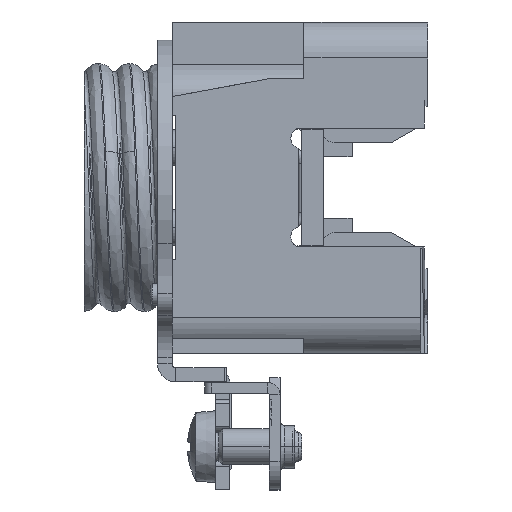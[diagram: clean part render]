
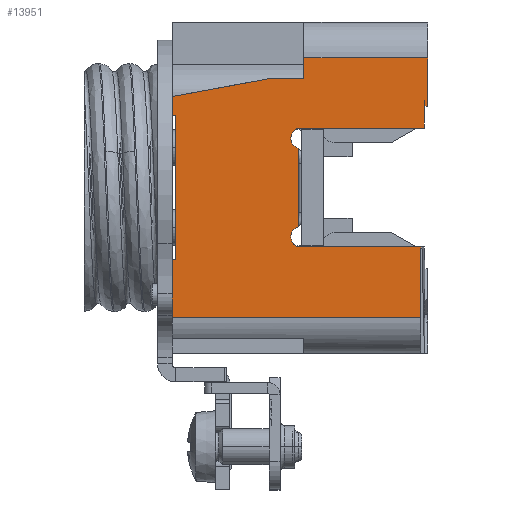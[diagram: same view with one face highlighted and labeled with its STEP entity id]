
A CAD part, left-side view. The second image highlights one B-rep face of the part: STEP entity #13951.
In plain terms, the highlighted face is planar.
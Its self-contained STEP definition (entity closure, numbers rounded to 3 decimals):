
#8968=DIRECTION('',(-1.,0.,0.));
#8969=VECTOR('',#8968,8.);
#8970=CARTESIAN_POINT('',(-10.,35.5,23.));
#8971=LINE('',#8970,#8969);
#9013=DIRECTION('',(0.,-1.,0.));
#9014=VECTOR('',#9013,34.5);
#9015=CARTESIAN_POINT('',(-18.,35.5,23.));
#9016=LINE('',#9015,#9014);
#9034=CARTESIAN_POINT('',(6.836,17.5,23.));
#9035=DIRECTION('',(0.,0.,1.));
#9036=DIRECTION('',(0.943,0.333,0.));
#9037=AXIS2_PLACEMENT_3D('',#9034,#9035,#9036);
#9042=CARTESIAN_POINT('',(-6.836,17.5,23.));
#9043=DIRECTION('',(0.,0.,1.));
#9044=DIRECTION('',(0.943,0.333,0.));
#9045=AXIS2_PLACEMENT_3D('',#9042,#9043,#9044);
#9050=DIRECTION('',(0.,-1.,0.));
#9051=VECTOR('',#9050,17.);
#9052=CARTESIAN_POINT('',(-8.25,18.,23.));
#9053=LINE('',#9052,#9051);
#9057=DIRECTION('',(-1.,0.,0.));
#9058=VECTOR('',#9057,9.75);
#9059=CARTESIAN_POINT('',(-8.25,1.,23.));
#9060=LINE('',#9059,#9058);
#9064=DIRECTION('',(0.,1.,0.));
#9065=VECTOR('',#9064,0.5);
#9066=CARTESIAN_POINT('',(10.,35.,23.));
#9067=LINE('',#9066,#9065);
#9071=DIRECTION('',(0.181,-0.983,0.));
#9072=VECTOR('',#9071,13.727);
#9073=CARTESIAN_POINT('',(12.647,35.5,23.));
#9074=LINE('',#9073,#9072);
#9078=DIRECTION('',(-1.,0.,0.));
#9079=VECTOR('',#9078,6.705);
#9080=CARTESIAN_POINT('',(18.,0.,23.));
#9081=LINE('',#9080,#9079);
#9085=DIRECTION('',(1.,-0.022,0.));
#9086=VECTOR('',#9085,3.045);
#9087=CARTESIAN_POINT('',(8.25,0.468,23.));
#9088=LINE('',#9087,#9086);
#9137=DIRECTION('',(0.,-1.,0.));
#9138=VECTOR('',#9137,0.4);
#9139=CARTESIAN_POINT('',(11.295,0.4,23.));
#9140=LINE('',#9139,#9138);
#9259=DIRECTION('',(-1.,0.,0.));
#9260=VECTOR('',#9259,2.864);
#9261=CARTESIAN_POINT('',(18.,17.2,23.));
#9262=LINE('',#9261,#9260);
#9371=DIRECTION('',(0.,1.,0.));
#9372=VECTOR('',#9371,4.8);
#9373=CARTESIAN_POINT('',(15.136,17.2,23.));
#9374=LINE('',#9373,#9372);
#9415=DIRECTION('',(-1.,0.,0.));
#9416=VECTOR('',#9415,2.647);
#9417=CARTESIAN_POINT('',(12.647,35.5,23.));
#9418=LINE('',#9417,#9416);
#9452=DIRECTION('',(-1.,0.,0.));
#9453=VECTOR('',#9452,20.);
#9454=CARTESIAN_POINT('',(10.,35.,23.));
#9455=LINE('',#9454,#9453);
#9481=DIRECTION('',(0.,1.,0.));
#9482=VECTOR('',#9481,0.5);
#9483=CARTESIAN_POINT('',(-10.,35.,23.));
#9484=LINE('',#9483,#9482);
#10327=DIRECTION('',(0.,1.,0.));
#10328=VECTOR('',#10327,17.2);
#10329=CARTESIAN_POINT('',(18.,0.,23.));
#10330=LINE('',#10329,#10328);
#10473=DIRECTION('',(0.,-1.,0.));
#10474=VECTOR('',#10473,17.532);
#10475=CARTESIAN_POINT('',(8.25,18.,23.));
#10476=LINE('',#10475,#10474);
#11072=DIRECTION('',(1.,0.,0.));
#11073=VECTOR('',#11072,10.843);
#11074=CARTESIAN_POINT('',(-5.422,18.,23.));
#11075=LINE('',#11074,#11073);
#12662=CARTESIAN_POINT('',(11.295,0.,23.));
#12663=VERTEX_POINT('',#12662);
#12664=CARTESIAN_POINT('',(18.,0.,23.));
#12665=VERTEX_POINT('',#12664);
#12718=CARTESIAN_POINT('',(-8.25,1.,23.));
#12719=VERTEX_POINT('',#12718);
#12720=CARTESIAN_POINT('',(-8.25,18.,23.));
#12721=VERTEX_POINT('',#12720);
#12759=CARTESIAN_POINT('',(8.25,0.468,23.));
#12761=VERTEX_POINT('',#12759);
#12776=CARTESIAN_POINT('',(8.25,18.,23.));
#12777=VERTEX_POINT('',#12776);
#12794=CARTESIAN_POINT('',(11.295,0.4,23.));
#12795=VERTEX_POINT('',#12794);
#12808=CARTESIAN_POINT('',(5.422,18.,23.));
#12809=VERTEX_POINT('',#12808);
#12810=CARTESIAN_POINT('',(-5.422,18.,23.));
#12811=VERTEX_POINT('',#12810);
#12812=CARTESIAN_POINT('',(-18.,1.,23.));
#12813=VERTEX_POINT('',#12812);
#12814=CARTESIAN_POINT('',(-18.,35.5,23.));
#12815=VERTEX_POINT('',#12814);
#12816=CARTESIAN_POINT('',(-10.,35.5,23.));
#12817=VERTEX_POINT('',#12816);
#12818=CARTESIAN_POINT('',(-10.,35.,23.));
#12819=VERTEX_POINT('',#12818);
#12820=CARTESIAN_POINT('',(10.,35.,23.));
#12821=VERTEX_POINT('',#12820);
#12822=CARTESIAN_POINT('',(10.,35.5,23.));
#12823=VERTEX_POINT('',#12822);
#12824=CARTESIAN_POINT('',(12.647,35.5,23.));
#12825=VERTEX_POINT('',#12824);
#12826=CARTESIAN_POINT('',(15.136,22.,23.));
#12827=VERTEX_POINT('',#12826);
#12828=CARTESIAN_POINT('',(15.136,17.2,23.));
#12829=VERTEX_POINT('',#12828);
#12830=CARTESIAN_POINT('',(18.,17.2,23.));
#12831=VERTEX_POINT('',#12830);
#13909=CARTESIAN_POINT('',(-23.,0.,23.));
#13910=DIRECTION('',(0.,0.,1.));
#13911=DIRECTION('',(1.,0.,0.));
#13912=AXIS2_PLACEMENT_3D('',#13909,#13910,#13911);
#13913=PLANE('',#13912);
#13915=ORIENTED_EDGE('',*,*,#13914,.F.);
#13917=ORIENTED_EDGE('',*,*,#13916,.F.);
#13919=ORIENTED_EDGE('',*,*,#13918,.T.);
#13921=ORIENTED_EDGE('',*,*,#13920,.F.);
#13923=ORIENTED_EDGE('',*,*,#13922,.T.);
#13924=ORIENTED_EDGE('',*,*,#13518,.T.);
#13926=ORIENTED_EDGE('',*,*,#13925,.T.);
#13927=ORIENTED_EDGE('',*,*,#13891,.F.);
#13928=ORIENTED_EDGE('',*,*,#13843,.F.);
#13930=ORIENTED_EDGE('',*,*,#13929,.F.);
#13932=ORIENTED_EDGE('',*,*,#13931,.F.);
#13934=ORIENTED_EDGE('',*,*,#13933,.T.);
#13936=ORIENTED_EDGE('',*,*,#13935,.F.);
#13938=ORIENTED_EDGE('',*,*,#13937,.T.);
#13940=ORIENTED_EDGE('',*,*,#13939,.F.);
#13942=ORIENTED_EDGE('',*,*,#13941,.F.);
#13944=ORIENTED_EDGE('',*,*,#13943,.F.);
#13946=ORIENTED_EDGE('',*,*,#13945,.T.);
#13948=ORIENTED_EDGE('',*,*,#13947,.F.);
#13949=EDGE_LOOP('',(#13915,#13917,#13919,#13921,#13923,#13924,#13926,#13927,
#13928,#13930,#13932,#13934,#13936,#13938,#13940,#13942,#13944,#13946,#13948));
#13950=FACE_OUTER_BOUND('',#13949,.F.);
#9038=CIRCLE('',#9037,1.5);
#9046=CIRCLE('',#9045,1.5);
#13518=EDGE_CURVE('',#12721,#12719,#9053,.T.);
#13843=EDGE_CURVE('',#12817,#12815,#8971,.T.);
#13891=EDGE_CURVE('',#12815,#12813,#9016,.T.);
#13914=EDGE_CURVE('',#12761,#12795,#9088,.T.);
#13916=EDGE_CURVE('',#12777,#12761,#10476,.T.);
#13918=EDGE_CURVE('',#12777,#12809,#9038,.T.);
#13920=EDGE_CURVE('',#12811,#12809,#11075,.T.);
#13922=EDGE_CURVE('',#12811,#12721,#9046,.T.);
#13925=EDGE_CURVE('',#12719,#12813,#9060,.T.);
#13929=EDGE_CURVE('',#12819,#12817,#9484,.T.);
#13931=EDGE_CURVE('',#12821,#12819,#9455,.T.);
#13933=EDGE_CURVE('',#12821,#12823,#9067,.T.);
#13935=EDGE_CURVE('',#12825,#12823,#9418,.T.);
#13937=EDGE_CURVE('',#12825,#12827,#9074,.T.);
#13939=EDGE_CURVE('',#12829,#12827,#9374,.T.);
#13941=EDGE_CURVE('',#12831,#12829,#9262,.T.);
#13943=EDGE_CURVE('',#12665,#12831,#10330,.T.);
#13945=EDGE_CURVE('',#12665,#12663,#9081,.T.);
#13947=EDGE_CURVE('',#12795,#12663,#9140,.T.);
#13951=ADVANCED_FACE('',(#13950),#13913,.T.);
